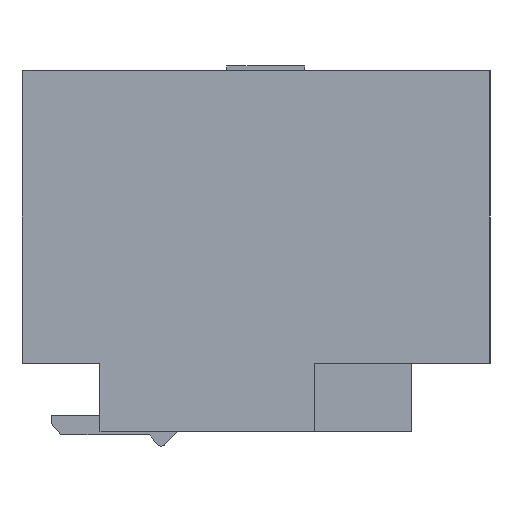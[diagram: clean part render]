
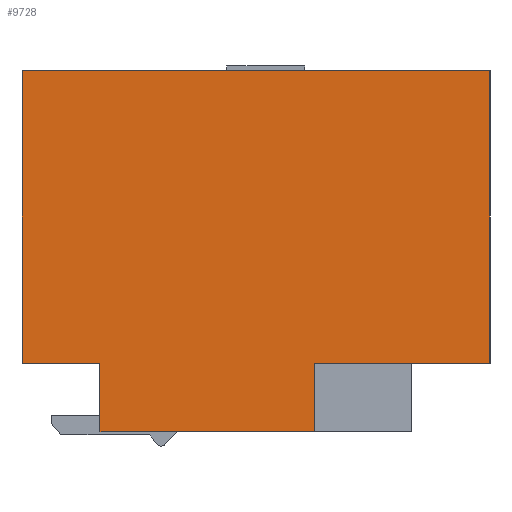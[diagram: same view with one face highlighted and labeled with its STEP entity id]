
A CAD part, left-side view. The second image highlights one B-rep face of the part: STEP entity #9728.
In plain terms, the highlighted planar face has unit normal (-1, 0, 0).
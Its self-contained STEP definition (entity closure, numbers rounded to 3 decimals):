
#84 = DIRECTION ( 'NONE',  ( 0., 0., 1. ) ) ;
#421 = CARTESIAN_POINT ( 'NONE',  ( -11.75, 0., -30. ) ) ;
#573 = EDGE_CURVE ( 'NONE', #857, #8888, #5977, .T. ) ;
#634 = EDGE_CURVE ( 'NONE', #8888, #4077, #11642, .T. ) ;
#736 = CARTESIAN_POINT ( 'NONE',  ( -11.75, 40., -30. ) ) ;
#857 = VERTEX_POINT ( 'NONE', #5397 ) ;
#1268 = VECTOR ( 'NONE', #14008, 1000. ) ;
#1750 = DIRECTION ( 'NONE',  ( 0., 1., 0. ) ) ;
#1957 = DIRECTION ( 'NONE',  ( 0., 1., 0. ) ) ;
#2331 = CARTESIAN_POINT ( 'NONE',  ( -11.75, 48., -30. ) ) ;
#2819 = VERTEX_POINT ( 'NONE', #2331 ) ;
#2976 = LINE ( 'NONE', #3315, #9774 ) ;
#3004 = AXIS2_PLACEMENT_3D ( 'NONE', #4107, #5470, #15016 ) ;
#3110 = CARTESIAN_POINT ( 'NONE',  ( -11.75, 0., -30. ) ) ;
#3280 = LINE ( 'NONE', #3598, #13709 ) ;
#3315 = CARTESIAN_POINT ( 'NONE',  ( -11.75, 8., -30. ) ) ;
#3374 = EDGE_CURVE ( 'NONE', #4077, #2819, #3280, .T. ) ;
#3598 = CARTESIAN_POINT ( 'NONE',  ( -11.75, 48., -30. ) ) ;
#3750 = ORIENTED_EDGE ( 'NONE', *, *, #12860, .F. ) ;
#4077 = VERTEX_POINT ( 'NONE', #14817 ) ;
#4107 = CARTESIAN_POINT ( 'NONE',  ( -11.75, 0., 0. ) ) ;
#4331 = DIRECTION ( 'NONE',  ( 0., -1., 0. ) ) ;
#4902 = LINE ( 'NONE', #3110, #1268 ) ;
#5397 = CARTESIAN_POINT ( 'NONE',  ( -11.75, 18., -37. ) ) ;
#5470 = DIRECTION ( 'NONE',  ( -1., 0., 0. ) ) ;
#5481 = CARTESIAN_POINT ( 'NONE',  ( -11.75, 48., 0. ) ) ;
#5551 = LINE ( 'NONE', #9305, #12380 ) ;
#5977 = LINE ( 'NONE', #8314, #6390 ) ;
#6025 = VECTOR ( 'NONE', #10984, 1000. ) ;
#6111 = ORIENTED_EDGE ( 'NONE', *, *, #9074, .F. ) ;
#6390 = VECTOR ( 'NONE', #1750, 1000. ) ;
#6536 = VERTEX_POINT ( 'NONE', #421 ) ;
#6988 = CARTESIAN_POINT ( 'NONE',  ( -11.75, 18., -30. ) ) ;
#7198 = EDGE_CURVE ( 'NONE', #6536, #13695, #2976, .T. ) ;
#7900 = VECTOR ( 'NONE', #4331, 1000. ) ;
#7977 = VECTOR ( 'NONE', #11615, 1000. ) ;
#8215 = ORIENTED_EDGE ( 'NONE', *, *, #16718, .F. ) ;
#8314 = CARTESIAN_POINT ( 'NONE',  ( -11.75, 40., -37. ) ) ;
#8767 = LINE ( 'NONE', #11116, #7900 ) ;
#8838 = EDGE_LOOP ( 'NONE', ( #3750, #6111, #11829, #14217, #11700, #8215, #16411, #13254, #15543 ) ) ;
#8888 = VERTEX_POINT ( 'NONE', #12474 ) ;
#9074 = EDGE_CURVE ( 'NONE', #13695, #10315, #5551, .T. ) ;
#9305 = CARTESIAN_POINT ( 'NONE',  ( -11.75, 0., -30. ) ) ;
#9630 = CARTESIAN_POINT ( 'NONE',  ( -11.75, 18., 0. ) ) ;
#9639 = LINE ( 'NONE', #9630, #6025 ) ;
#9728 = ADVANCED_FACE ( 'NONE', ( #12798 ), #13638, .T. ) ;
#9774 = VECTOR ( 'NONE', #1957, 1000. ) ;
#10075 = EDGE_CURVE ( 'NONE', #10547, #6536, #4902, .T. ) ;
#10315 = VERTEX_POINT ( 'NONE', #6988 ) ;
#10547 = VERTEX_POINT ( 'NONE', #16094 ) ;
#10984 = DIRECTION ( 'NONE',  ( 0., 0., -1. ) ) ;
#11116 = CARTESIAN_POINT ( 'NONE',  ( -11.75, 0., 0. ) ) ;
#11234 = VECTOR ( 'NONE', #84, 1000. ) ;
#11615 = DIRECTION ( 'NONE',  ( 0., 0., 1. ) ) ;
#11642 = LINE ( 'NONE', #736, #7977 ) ;
#11700 = ORIENTED_EDGE ( 'NONE', *, *, #13659, .F. ) ;
#11829 = ORIENTED_EDGE ( 'NONE', *, *, #7198, .F. ) ;
#12380 = VECTOR ( 'NONE', #17493, 1000. ) ;
#12474 = CARTESIAN_POINT ( 'NONE',  ( -11.75, 40., -37. ) ) ;
#12554 = CARTESIAN_POINT ( 'NONE',  ( -11.75, 8., -30. ) ) ;
#12798 = FACE_OUTER_BOUND ( 'NONE', #8838, .T. ) ;
#12860 = EDGE_CURVE ( 'NONE', #10315, #857, #9639, .T. ) ;
#13227 = CARTESIAN_POINT ( 'NONE',  ( -11.75, 48., 0. ) ) ;
#13254 = ORIENTED_EDGE ( 'NONE', *, *, #634, .F. ) ;
#13638 = PLANE ( 'NONE',  #3004 ) ;
#13659 = EDGE_CURVE ( 'NONE', #15333, #10547, #8767, .T. ) ;
#13695 = VERTEX_POINT ( 'NONE', #12554 ) ;
#13709 = VECTOR ( 'NONE', #14496, 1000. ) ;
#14008 = DIRECTION ( 'NONE',  ( 0., 0., -1. ) ) ;
#14217 = ORIENTED_EDGE ( 'NONE', *, *, #10075, .F. ) ;
#14496 = DIRECTION ( 'NONE',  ( 0., 1., 0. ) ) ;
#14817 = CARTESIAN_POINT ( 'NONE',  ( -11.75, 40., -30. ) ) ;
#14873 = LINE ( 'NONE', #5481, #11234 ) ;
#15016 = DIRECTION ( 'NONE',  ( 0., 0., 1. ) ) ;
#15333 = VERTEX_POINT ( 'NONE', #13227 ) ;
#15543 = ORIENTED_EDGE ( 'NONE', *, *, #573, .F. ) ;
#16094 = CARTESIAN_POINT ( 'NONE',  ( -11.75, 0., 0. ) ) ;
#16411 = ORIENTED_EDGE ( 'NONE', *, *, #3374, .F. ) ;
#16718 = EDGE_CURVE ( 'NONE', #2819, #15333, #14873, .T. ) ;
#17493 = DIRECTION ( 'NONE',  ( 0., 1., 0. ) ) ;
